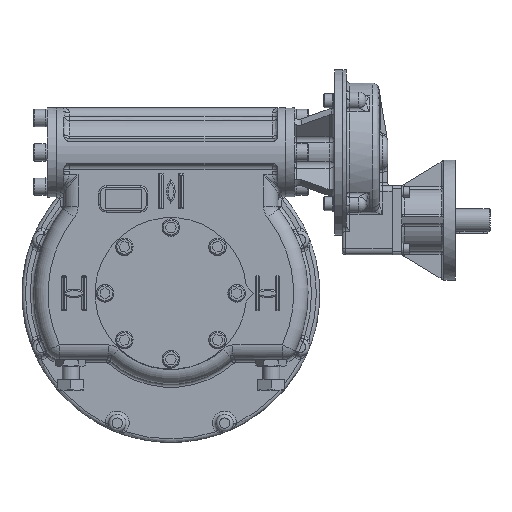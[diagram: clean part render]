
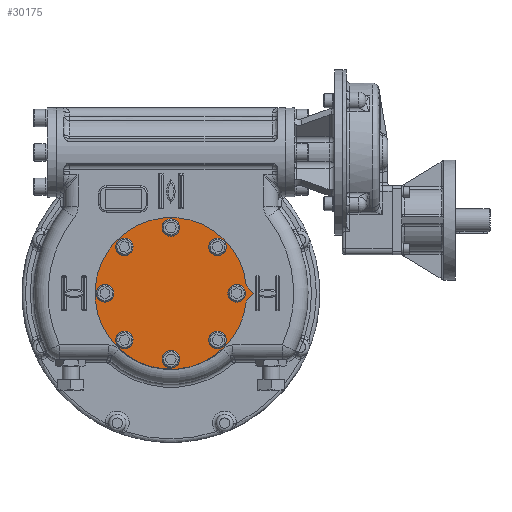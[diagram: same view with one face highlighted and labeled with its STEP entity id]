
A CAD part, top view. The second image highlights one B-rep face of the part: STEP entity #30175.
In plain terms, the highlighted planar face has unit normal (0, 0, 1).
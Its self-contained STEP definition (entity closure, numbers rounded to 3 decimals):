
#2044=CIRCLE('',#33426,132.5);
#2053=CIRCLE('',#33439,10.5);
#2054=CIRCLE('',#33440,10.5);
#2055=CIRCLE('',#33441,10.5);
#2056=CIRCLE('',#33442,10.5);
#2057=CIRCLE('',#33443,10.5);
#2058=CIRCLE('',#33444,10.5);
#2059=CIRCLE('',#33445,10.5);
#2060=CIRCLE('',#33446,10.5);
#4864=LINE('',#66948,#7315);
#4867=LINE('',#66953,#7318);
#7315=VECTOR('',#40318,1000.);
#7318=VECTOR('',#40323,1000.);
#13806=ORIENTED_EDGE('',*,*,#19440,.F.);
#13807=ORIENTED_EDGE('',*,*,#19441,.F.);
#13808=ORIENTED_EDGE('',*,*,#19442,.F.);
#13809=ORIENTED_EDGE('',*,*,#19443,.F.);
#13810=ORIENTED_EDGE('',*,*,#19444,.F.);
#13811=ORIENTED_EDGE('',*,*,#19445,.F.);
#13812=ORIENTED_EDGE('',*,*,#19446,.F.);
#13813=ORIENTED_EDGE('',*,*,#19447,.F.);
#13814=ORIENTED_EDGE('',*,*,#19425,.F.);
#13815=ORIENTED_EDGE('',*,*,#19431,.F.);
#13816=ORIENTED_EDGE('',*,*,#19428,.F.);
#19425=EDGE_CURVE('',#23459,#23460,#2044,.T.);
#19428=EDGE_CURVE('',#23460,#23462,#4864,.T.);
#19431=EDGE_CURVE('',#23462,#23459,#4867,.T.);
#19440=EDGE_CURVE('',#23471,#23471,#2053,.T.);
#19441=EDGE_CURVE('',#23472,#23472,#2054,.T.);
#19442=EDGE_CURVE('',#23473,#23473,#2055,.T.);
#19443=EDGE_CURVE('',#23474,#23474,#2056,.T.);
#19444=EDGE_CURVE('',#23475,#23475,#2057,.T.);
#19445=EDGE_CURVE('',#23476,#23476,#2058,.T.);
#19446=EDGE_CURVE('',#23477,#23477,#2059,.T.);
#19447=EDGE_CURVE('',#23478,#23478,#2060,.T.);
#23459=VERTEX_POINT('',#66941);
#23460=VERTEX_POINT('',#66943);
#23462=VERTEX_POINT('',#66949);
#23471=VERTEX_POINT('',#66973);
#23472=VERTEX_POINT('',#66975);
#23473=VERTEX_POINT('',#66977);
#23474=VERTEX_POINT('',#66979);
#23475=VERTEX_POINT('',#66981);
#23476=VERTEX_POINT('',#66983);
#23477=VERTEX_POINT('',#66985);
#23478=VERTEX_POINT('',#66987);
#26036=EDGE_LOOP('',(#13806));
#26037=EDGE_LOOP('',(#13807));
#26038=EDGE_LOOP('',(#13808));
#26039=EDGE_LOOP('',(#13809));
#26040=EDGE_LOOP('',(#13810));
#26041=EDGE_LOOP('',(#13811));
#26042=EDGE_LOOP('',(#13812));
#26043=EDGE_LOOP('',(#13813));
#26044=EDGE_LOOP('',(#13814,#13815,#13816));
#27898=FACE_BOUND('',#26036,.T.);
#27899=FACE_BOUND('',#26037,.T.);
#27900=FACE_BOUND('',#26038,.T.);
#27901=FACE_BOUND('',#26039,.T.);
#27902=FACE_BOUND('',#26040,.T.);
#27903=FACE_BOUND('',#26041,.T.);
#27904=FACE_BOUND('',#26042,.T.);
#27905=FACE_BOUND('',#26043,.T.);
#27906=FACE_BOUND('',#26044,.T.);
#28946=PLANE('',#33438);
#30175=ADVANCED_FACE('',(#27898,#27899,#27900,#27901,#27902,#27903,#27904,
#27905,#27906),#28946,.F.);
#33426=AXIS2_PLACEMENT_3D('',#66942,#40312,#40313);
#33438=AXIS2_PLACEMENT_3D('',#66971,#40342,#40343);
#33439=AXIS2_PLACEMENT_3D('',#66972,#40344,#40345);
#33440=AXIS2_PLACEMENT_3D('',#66974,#40346,#40347);
#33441=AXIS2_PLACEMENT_3D('',#66976,#40348,#40349);
#33442=AXIS2_PLACEMENT_3D('',#66978,#40350,#40351);
#33443=AXIS2_PLACEMENT_3D('',#66980,#40352,#40353);
#33444=AXIS2_PLACEMENT_3D('',#66982,#40354,#40355);
#33445=AXIS2_PLACEMENT_3D('',#66984,#40356,#40357);
#33446=AXIS2_PLACEMENT_3D('',#66986,#40358,#40359);
#40312=DIRECTION('',(0.,0.,-1.));
#40313=DIRECTION('',(1.,0.,0.));
#40318=DIRECTION('',(0.707,-0.707,0.));
#40323=DIRECTION('',(-0.707,-0.707,0.));
#40342=DIRECTION('',(0.,0.,-1.));
#40343=DIRECTION('',(-1.,0.,0.));
#40344=DIRECTION('',(0.,0.,1.));
#40345=DIRECTION('',(1.,0.,0.));
#40346=DIRECTION('',(0.,0.,1.));
#40347=DIRECTION('',(0.707,-0.707,0.));
#40348=DIRECTION('',(0.,0.,1.));
#40349=DIRECTION('',(0.,-1.,0.));
#40350=DIRECTION('',(0.,0.,1.));
#40351=DIRECTION('',(-0.707,-0.707,0.));
#40352=DIRECTION('',(0.,0.,1.));
#40353=DIRECTION('',(-1.,0.,0.));
#40354=DIRECTION('',(0.,0.,1.));
#40355=DIRECTION('',(-0.707,0.707,0.));
#40356=DIRECTION('',(0.,0.,1.));
#40357=DIRECTION('',(0.,1.,0.));
#40358=DIRECTION('',(0.,0.,1.));
#40359=DIRECTION('',(0.707,0.707,0.));
#66941=CARTESIAN_POINT('',(131.845,-13.155,70.25));
#66942=CARTESIAN_POINT('',(0.,0.,70.25));
#66943=CARTESIAN_POINT('',(131.845,13.155,70.25));
#66948=CARTESIAN_POINT('',(131.845,13.155,70.25));
#66949=CARTESIAN_POINT('',(145.,0.,70.25));
#66953=CARTESIAN_POINT('',(145.,0.,70.25));
#66971=CARTESIAN_POINT('',(0.,0.,70.25));
#66972=CARTESIAN_POINT('',(0.,115.,70.25));
#66973=CARTESIAN_POINT('',(10.5,115.,70.25));
#66974=CARTESIAN_POINT('',(81.317,81.317,70.25));
#66975=CARTESIAN_POINT('',(88.742,73.893,70.25));
#66976=CARTESIAN_POINT('',(115.,0.,70.25));
#66977=CARTESIAN_POINT('',(115.,-10.5,70.25));
#66978=CARTESIAN_POINT('',(81.317,-81.317,70.25));
#66979=CARTESIAN_POINT('',(73.893,-88.742,70.25));
#66980=CARTESIAN_POINT('',(0.,-115.,70.25));
#66981=CARTESIAN_POINT('',(-10.5,-115.,70.25));
#66982=CARTESIAN_POINT('',(-81.317,-81.317,70.25));
#66983=CARTESIAN_POINT('',(-88.742,-73.893,70.25));
#66984=CARTESIAN_POINT('',(-115.,0.,70.25));
#66985=CARTESIAN_POINT('',(-115.,10.5,70.25));
#66986=CARTESIAN_POINT('',(-81.317,81.317,70.25));
#66987=CARTESIAN_POINT('',(-73.893,88.742,70.25));
